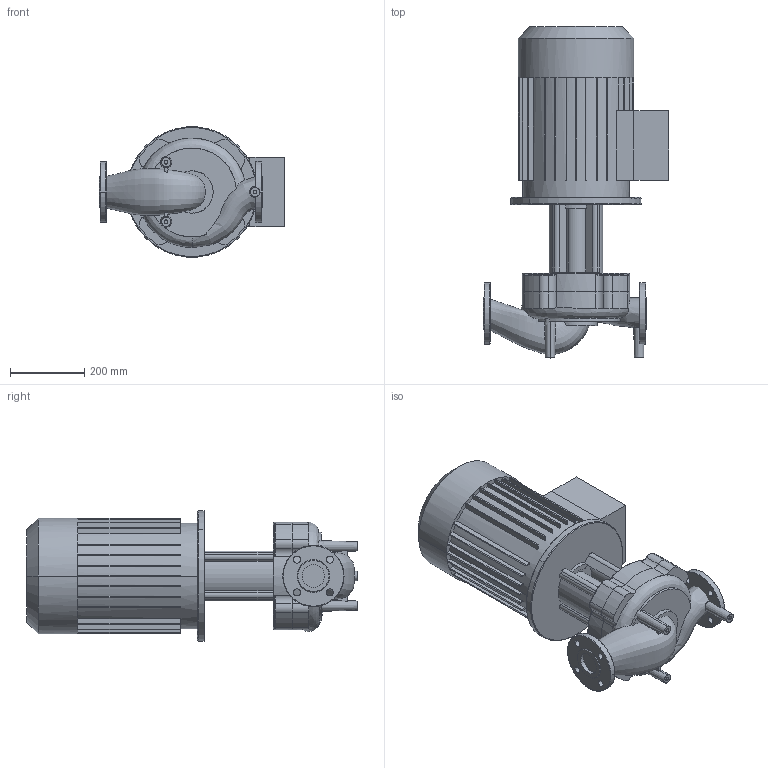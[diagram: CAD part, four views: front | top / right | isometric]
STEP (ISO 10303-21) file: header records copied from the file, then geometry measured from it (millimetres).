
FILE_DESCRIPTION((''),'2;1');
FILE_NAME('3d_IL50_220-15_2-2120885.stp','2016-05-24T11:16:29',(''),(''),'Mechanical Desktop 2009','Mechanical Desktop 2009',', , ');
FILE_SCHEMA(('CONFIG_CONTROL_DESIGN'));
Length unit declared in the file: millimetre
Products named in the file (1): Product
Bounding box: 500 x 894.72 x 350.66 mm (x, y, z)
Volume: 51390453.7 mm3; surface area: 1897507.5 mm2
Topology: 10 solids, 10 shells, 473 faces, 1281 edges, 829 vertices
Faces by surface type: plane 148, cylinder 138, bspline 126, torus 48, cone 13
Entity records: 25276 total; most frequent: CARTESIAN_POINT 13430, ORIENTED_EDGE 2542, DIRECTION 2409, EDGE_CURVE 1271, AXIS2_PLACEMENT_3D 935, VERTEX_POINT 828, CIRCLE 587, VECTOR 539
